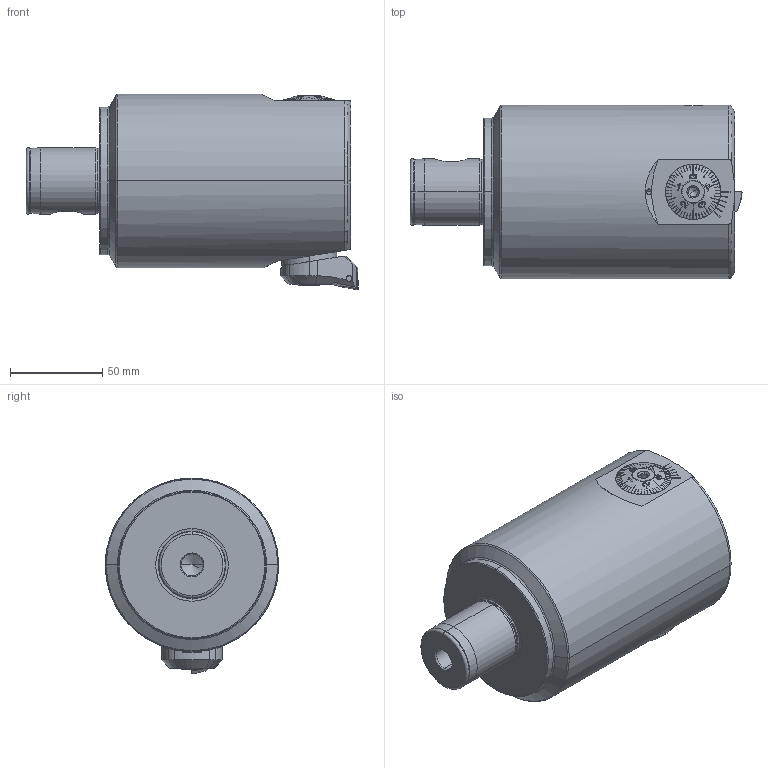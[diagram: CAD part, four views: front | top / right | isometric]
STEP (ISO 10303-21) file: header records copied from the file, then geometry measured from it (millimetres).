
FILE_DESCRIPTION (( 'STEP AP203' ), '1' );
FILE_NAME ('C04.080.116.140.STEP', '2018-02-26T08:32:04', ( 'SWIAdmin' ), ( 'Hewlett-Packard Company' ), 'SwSTEP 2.0', 'SolidWorks 2017', '' );
FILE_SCHEMA (( 'CONFIG_CONTROL_DESIGN' ));
Length unit declared in the file: millimetre
Products named in the file (20): F94-BG2.015.024_B; F55-ER1.101.016_A; DIN 3771 - 25x1.5; F94-BG1.011.082_D; F94-BG1.014.082; F55-BG1.012.012_A; A55-BG3.011.033_A_gek〉zt; F94-BG1.011.082; WH8-F94.K20.140_B; Klebstoff D10; A55-BG2.013.005_C; F55-WCB.001.013_D_fertigbearbeitet; ISO 4026 - M10 x 28; A55-BG2.012.006_B; CCMT09T304; C04.080.116.140; A55-BG2.011.016_D; WCB-ER2.001.009_A; F94-BG2.014.024_B; F55-WCB.001.013
Assembly tree (20 placements, depth 4):
  C04.080.116.140
    WH8-F94.K20.140_B
    F55-WCB.001.013
      F55-WCB.001.013_D_fertigbearbeitet
      CCMT09T304
      WCB-ER2.001.009_A
    F55-ER1.101.016_A
    F94-BG1.014.082
      F94-BG1.011.082
        F94-BG1.011.082_D
        F55-BG1.012.012_A
      A55-BG2.013.005_C
      A55-BG2.012.006_B
      F94-BG2.015.024_B
        A55-BG2.011.016_D
        F94-BG2.014.024_B
      DIN 3771 - 25x1.5
    A55-BG3.011.033_A_gek〉zt
    Klebstoff D10
    WCB-ER2.001.009_A
    ISO 4026 - M10 x 28
Bounding box: 180 x 94 x 106.03 mm (x, y, z)
Volume: 945573.2 mm3; surface area: 98815 mm2
Topology: 18 solids, 18 shells, 865 faces, 2223 edges, 1389 vertices
Faces by surface type: plane 338, cone 219, cylinder 174, torus 83, bspline 47, sphere 4
Entity records: 30682 total; most frequent: CARTESIAN_POINT 9463, ORIENTED_EDGE 4210, DIRECTION 3713, EDGE_CURVE 2105, AXIS2_PLACEMENT_3D 1456, VERTEX_POINT 1329, EDGE_LOOP 874, FACE_OUTER_BOUND 826
